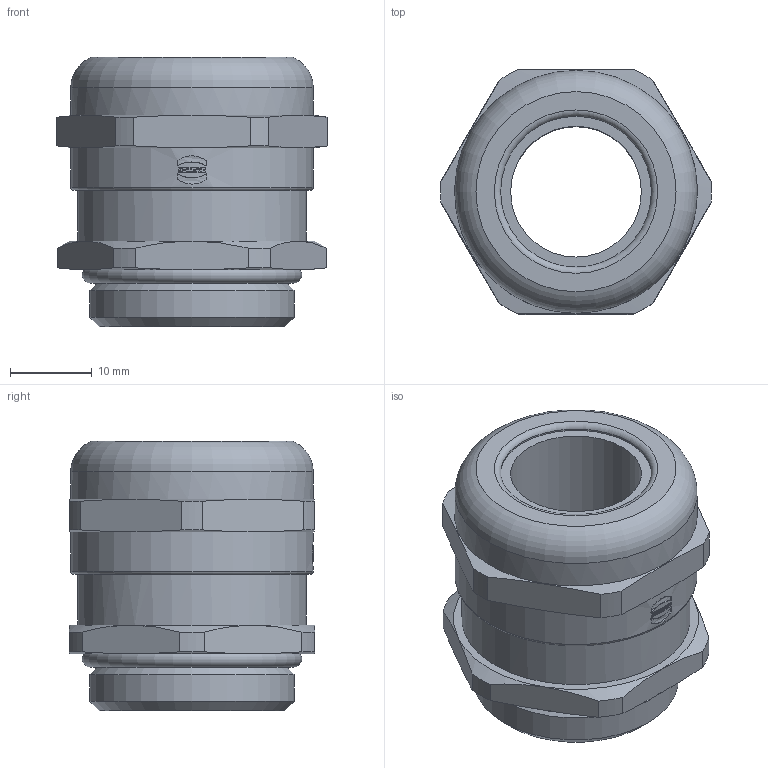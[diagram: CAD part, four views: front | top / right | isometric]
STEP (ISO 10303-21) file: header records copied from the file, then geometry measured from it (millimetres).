
FILE_DESCRIPTION(/* description */ (''),/* implementation_level */ '2;1');
FILE_NAME(/* name */ '100576944ugm000_e.stp',/* time_stamp */ '2019-01-23T16:31:04+01:00',/* author */ (''),/* organization */ (''),/* preprocessor_version */ 'ST-DEVELOPER v16.7',/* originating_system */ 'SIEMENS PLM Software NX 12.0',/* authorisation */ '');
FILE_SCHEMA (('AUTOMOTIVE_DESIGN { 1 0 10303 214 3 1 1 1 }'));
Length unit declared in the file: millimetre
Products named in the file (1): 100576944ugm000_e
Bounding box: 33.14 x 30 x 33 mm (x, y, z)
Volume: 14577.4 mm3; surface area: 6064.4 mm2
Topology: 1 solids, 1 shells, 288 faces, 886 edges, 711 vertices
Faces by surface type: bspline 135, plane 101, cylinder 30, cone 18, torus 4
Full cylindrical faces by diameter (mm): 16 x1, 18.45 x1, 22.8 x1, 25 x1, 28 x1, 29.7 x2
Entity records: 13177 total; most frequent: CARTESIAN_POINT 4307, ORIENTED_EDGE 1540, DIRECTION 1077, EDGE_CURVE 770, LINE 523, VECTOR 523, VERTEX_POINT 517, PRESENTATION_STYLE_ASSIGNMENT 325
